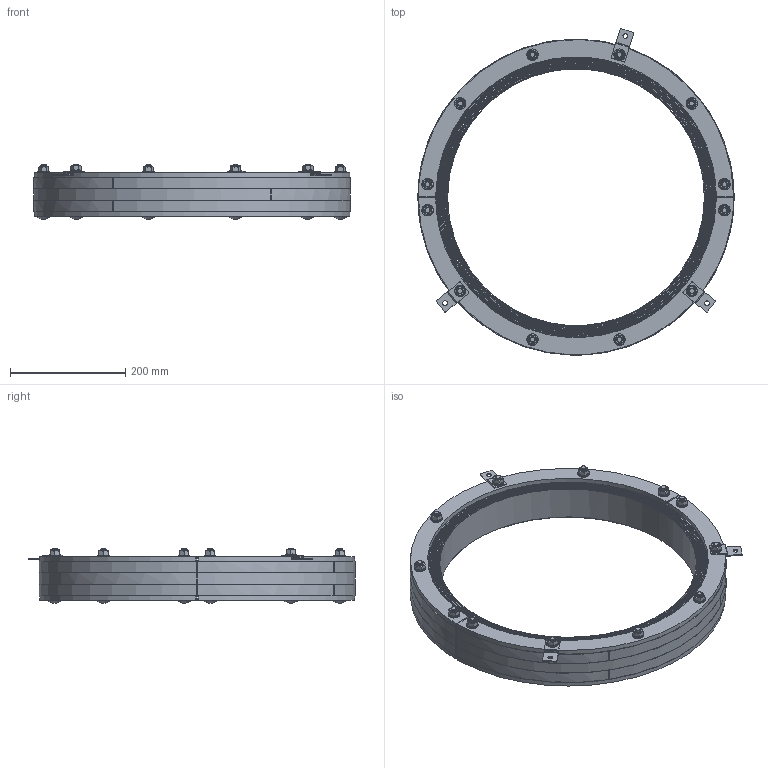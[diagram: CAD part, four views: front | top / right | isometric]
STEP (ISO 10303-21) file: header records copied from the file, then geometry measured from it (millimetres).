
FILE_DESCRIPTION((''),'2;1');
FILE_NAME('RS550.stp','2009-08-14T11:14:53',('JE BOHLIN'),('Roxtec International AB'),'Mechanical Desktop 2005','Mechanical Desktop 2005',', , ');
FILE_SCHEMA(('CONFIG_CONTROL_DESIGN'));
Length unit declared in the file: millimetre
Products named in the file (14): RS550; COMPL.HALF; FITTING; RUBBERS; RUBBER; LARGE RUBBER; PART1; BLUE_MDM; BOLTS; CUP HEAD SQUARE NECK BOLT - DIN 603 - M10 X 90; WASHER - ISO 7089 - 10 - 140 HV; HEX NUT - ISO 4032 - M10; BOLT; LARGE
Assembly tree (40 placements, depth 5):
  RS550
    COMPL.HALF  x2
      FITTING
      RUBBERS
        RUBBER  x3
          LARGE RUBBER
          PART1
        BLUE_MDM
      BOLTS
        CUP HEAD SQUARE NECK BOLT - DIN 603 - M10 X 90  x6
        WASHER - ISO 7089 - 10 - 140 HV  x3
        HEX NUT - ISO 4032 - M10  x3
    BOLT
      WASHER - ISO 7089 - 10 - 140 HV  x6
      HEX NUT - ISO 4032 - M10  x6
    LARGE  x3
Bounding box: 550 x 568.13 x 95.37 mm (x, y, z)
Surface area: 2477182.8 mm2 (no closed solid volume)
Topology: 0 solids, 0 shells, 1254 faces, 6264 edges, 6264 vertices
Faces by surface type: bspline 1254
Entity records: 11272 total; most frequent: CARTESIAN_POINT 7505, COMPOSITE_CURVE_SEGMENT 1186, QUASI_UNIFORM_CURVE 1008, PCURVE 486, OUTER_BOUNDARY_CURVE 235, CURVE_BOUNDED_SURFACE 235, QUASI_UNIFORM_SURFACE 103, DIRECTION 82
